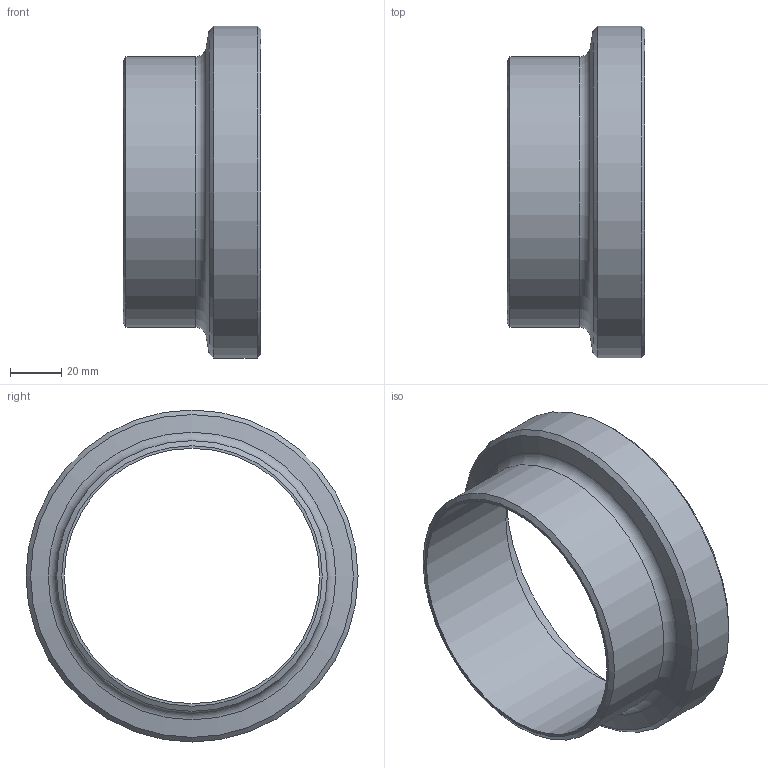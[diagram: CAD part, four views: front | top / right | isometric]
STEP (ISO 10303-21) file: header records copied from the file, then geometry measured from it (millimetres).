
FILE_DESCRIPTION(/* description */ ('Závitové hrdlo ZH pro přivaření dle DIN silnostěnné'),/* implementation_level */ '2;1');
FILE_NAME(/* name */ '20102 100.stp',/* time_stamp */ '2015-11-25T13:29:33+01:00',/* author */ ('Struska'),/* organization */ ('Bupospol, Armaturka Koukol, spol. s r.o.'),/* preprocessor_version */ 'ST-DEVELOPER v15.6',/* originating_system */ 'Autodesk Inventor 2015',/* authorisation */ '');
FILE_SCHEMA (('CONFIG_CONTROL_DESIGN'));
Length unit declared in the file: millimetre
Products named in the file (1): 20102
Bounding box: 54 x 130 x 130 mm (x, y, z)
Volume: 110508 mm3; surface area: 47728.6 mm2
Topology: 1 solids, 1 shells, 15 faces, 28 edges, 17 vertices
Faces by surface type: cone 5, cylinder 5, plane 4, torus 1
Full cylindrical faces by diameter (mm): 100 x1, 104 x1, 106 x1, 113.8 x1, 130 x1
Entity records: 332 total; most frequent: DIRECTION 62, CARTESIAN_POINT 46, AXIS2_PLACEMENT_3D 31, EDGE_LOOP 30, ORIENTED_EDGE 30, FACE_BOUND 15, FACE_OUTER_BOUND 15, CIRCLE 15
